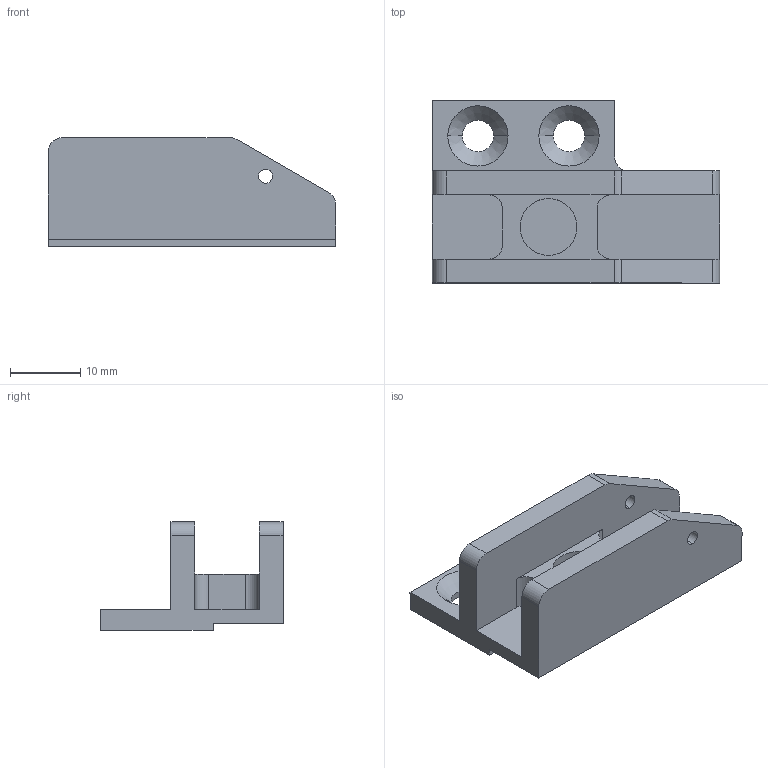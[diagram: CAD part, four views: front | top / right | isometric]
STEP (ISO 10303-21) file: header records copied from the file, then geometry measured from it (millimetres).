
FILE_DESCRIPTION (( 'STEP AP214' ), '1' );
FILE_NAME ('MS001-C.04.003JS.1.1 MS001-C菁啣.step', '2021-08-27T12:17:33', ( '' ), ( '' ), 'SwSTEP 2.0', 'SolidWorks 2016', '' );
FILE_SCHEMA (( 'AUTOMOTIVE_DESIGN' ));
Length unit declared in the file: millimetre
Products named in the file (1): MS001-C.04.003JS.1.1 MS001-C菁啣
Bounding box: 41 x 26 x 15.5 mm (x, y, z)
Volume: 5693.2 mm3; surface area: 4180.4 mm2
Topology: 1 solids, 1 shells, 47 faces, 128 edges, 84 vertices
Faces by surface type: plane 22, cylinder 21, cone 4
Entity records: 1546 total; most frequent: DIRECTION 270, CARTESIAN_POINT 260, ORIENTED_EDGE 256, EDGE_CURVE 128, AXIS2_PLACEMENT_3D 94, VERTEX_POINT 84, LINE 82, VECTOR 82
